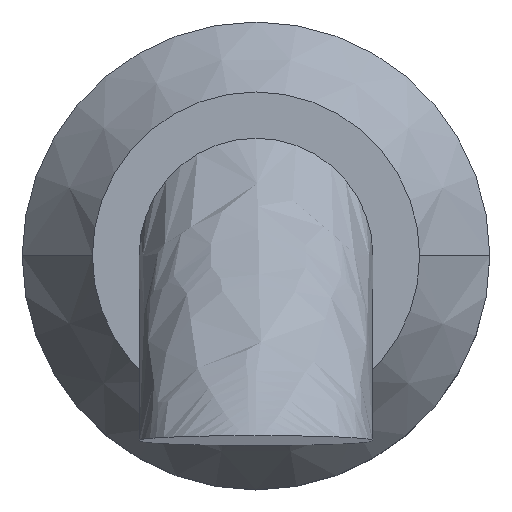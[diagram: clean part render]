
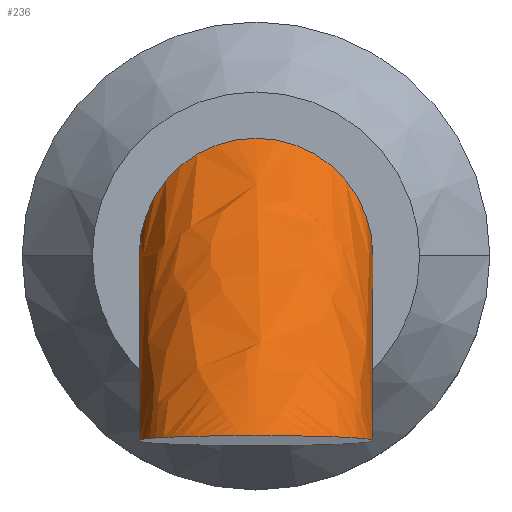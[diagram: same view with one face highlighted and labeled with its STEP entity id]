
A CAD part, top view. The second image highlights one B-rep face of the part: STEP entity #236.
In plain terms, the highlighted free-form (B-spline) face has degree [3, 1] with [7, 2] control points.
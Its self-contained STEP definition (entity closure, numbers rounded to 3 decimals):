
#2 = CARTESIAN_POINT ( 'NONE',  ( 2.5, 0., 12. ) ) ;
#8 = CARTESIAN_POINT ( 'NONE',  ( 0.351, -3.872, 19.849 ) ) ;
#12 = CARTESIAN_POINT ( 'NONE',  ( 0.868, -3.877, 19.694 ) ) ;
#16 = CARTESIAN_POINT ( 'NONE',  ( -1.195, -3.883, 19.518 ) ) ;
#46 = VERTEX_POINT ( 'NONE', #208 ) ;
#52 = CARTESIAN_POINT ( 'NONE',  ( -2.215, -3.923, 18.293 ) ) ;
#59 = CARTESIAN_POINT ( 'NONE',  ( -1.736, -3.898, 19.047 ) ) ;
#71 = FACE_OUTER_BOUND ( 'NONE', #409, .T. ) ;
#85 = EDGE_CURVE ( 'NONE', #154, #197, #331, .T. ) ;
#91 = CARTESIAN_POINT ( 'NONE',  ( -1.342, -3.886, 19.415 ) ) ;
#93 = CARTESIAN_POINT ( 'NONE',  ( -2.445, -3.946, 17.621 ) ) ;
#98 = B_SPLINE_CURVE_WITH_KNOTS ( 'NONE', 1,
 ( #400, #286 ),
 .UNSPECIFIED., .F., .F.,
 ( 2, 2 ),
 ( 0., 0.581 ),
 .UNSPECIFIED. ) ;
#106 = DIRECTION ( 'NONE',  ( 0., 0., 1. ) ) ;
#110 = CARTESIAN_POINT ( 'NONE',  ( 2.5, -11.838, 20.447 ) ) ;
#111 =( BOUNDED_SURFACE ( )  B_SPLINE_SURFACE ( 3, 1, ( 
 ( #180, #188 ),
 ( #225, #173 ),
 ( #345, #491 ),
 ( #303, #307 ),
 ( #144, #455 ),
 ( #457, #110 ),
 ( #112, #276 ) ),
 .UNSPECIFIED., .T., .F., .F. ) 
 B_SPLINE_SURFACE_WITH_KNOTS ( ( 4, 3, 4 ),
 ( 2, 2 ),
 ( 0., 0.5, 1. ),
 ( 0., 1. ),
 .UNSPECIFIED. ) 
 GEOMETRIC_REPRESENTATION_ITEM ( )  RATIONAL_B_SPLINE_SURFACE ( (
 ( 1., 1.),
 ( 0.333, 0.333),
 ( 0.333, 0.333),
 ( 1., 1.),
 ( 0.333, 0.333),
 ( 0.333, 0.333),
 ( 1., 1.) ) ) 
 REPRESENTATION_ITEM ( '' )  SURFACE ( )  );
#112 = CARTESIAN_POINT ( 'NONE',  ( 2.5, 0., 12. ) ) ;
#129 = CARTESIAN_POINT ( 'NONE',  ( 2.28, -3.929, 18.135 ) ) ;
#134 = CARTESIAN_POINT ( 'NONE',  ( 2.5, -3.969, 16.903 ) ) ;
#139 = CARTESIAN_POINT ( 'NONE',  ( 0., 0., 12. ) ) ;
#144 = CARTESIAN_POINT ( 'NONE',  ( -2.5, -5., 12. ) ) ;
#154 = VERTEX_POINT ( 'NONE', #337 ) ;
#159 = CARTESIAN_POINT ( 'NONE',  ( -0.19, -3.871, 19.87 ) ) ;
#166 = CARTESIAN_POINT ( 'NONE',  ( 2.5, -3.957, 17.263 ) ) ;
#170 = CARTESIAN_POINT ( 'NONE',  ( -2.5, -3.969, 16.903 ) ) ;
#173 = CARTESIAN_POINT ( 'NONE',  ( 2.5, -1.838, 20.447 ) ) ;
#178 = CIRCLE ( 'NONE', #466, 2.5 ) ;
#180 = CARTESIAN_POINT ( 'NONE',  ( 2.5, 0., 12. ) ) ;
#188 = CARTESIAN_POINT ( 'NONE',  ( 2.5, -6.838, 20.447 ) ) ;
#189 = B_SPLINE_CURVE_WITH_KNOTS ( 'NONE', 3,
 ( #170, #251, #93, #398, #52, #289, #295, #59, #443, #91, #16, #367, #441, #478, #159, #324, #8, #369, #12, #249, #246, #212, #365, #283, #129, #332, #166, #134 ),
 .UNSPECIFIED., .F., .F.,
 ( 4, 2, 2, 2, 2, 2, 2, 2, 2, 2, 2, 2, 2, 4 ),
 ( 0.009, 0.01, 0.01, 0.011, 0.011, 0.012, 0.012, 0.013, 0.013, 0.014, 0.015, 0.015, 0.016, 0.017 ),
 .UNSPECIFIED. ) ;
#193 = ORIENTED_EDGE ( 'NONE', *, *, #85, .T. ) ;
#197 = VERTEX_POINT ( 'NONE', #267 ) ;
#208 = CARTESIAN_POINT ( 'NONE',  ( 2.5, -3.969, 16.903 ) ) ;
#212 = CARTESIAN_POINT ( 'NONE',  ( 1.949, -3.908, 18.772 ) ) ;
#217 = EDGE_CURVE ( 'NONE', #271, #154, #178, .T. ) ;
#225 = CARTESIAN_POINT ( 'NONE',  ( 2.5, 5., 12. ) ) ;
#228 = DIRECTION ( 'NONE',  ( 1., 0., 0. ) ) ;
#236 = ADVANCED_FACE ( 'NONE', ( #71 ), #111, .T. ) ;
#241 = ORIENTED_EDGE ( 'NONE', *, *, #418, .F. ) ;
#246 = CARTESIAN_POINT ( 'NONE',  ( 1.619, -3.894, 19.197 ) ) ;
#249 = CARTESIAN_POINT ( 'NONE',  ( 1.343, -3.886, 19.44 ) ) ;
#251 = CARTESIAN_POINT ( 'NONE',  ( -2.5, -3.958, 17.26 ) ) ;
#267 = CARTESIAN_POINT ( 'NONE',  ( -2.5, -3.969, 16.903 ) ) ;
#271 = VERTEX_POINT ( 'NONE', #2 ) ;
#276 = CARTESIAN_POINT ( 'NONE',  ( 2.5, -6.838, 20.447 ) ) ;
#283 = CARTESIAN_POINT ( 'NONE',  ( 2.211, -3.923, 18.3 ) ) ;
#286 = CARTESIAN_POINT ( 'NONE',  ( 2.5, -3.969, 16.903 ) ) ;
#289 = CARTESIAN_POINT ( 'NONE',  ( -2.051, -3.913, 18.611 ) ) ;
#295 = CARTESIAN_POINT ( 'NONE',  ( -1.954, -3.908, 18.764 ) ) ;
#303 = CARTESIAN_POINT ( 'NONE',  ( -2.5, 0., 12. ) ) ;
#307 = CARTESIAN_POINT ( 'NONE',  ( -2.5, -6.838, 20.447 ) ) ;
#319 = ORIENTED_EDGE ( 'NONE', *, *, #217, .T. ) ;
#324 = CARTESIAN_POINT ( 'NONE',  ( 0.169, -3.871, 19.872 ) ) ;
#331 = B_SPLINE_CURVE_WITH_KNOTS ( 'NONE', 1,
 ( #444, #446 ),
 .UNSPECIFIED., .F., .F.,
 ( 2, 2 ),
 ( 0., 0.581 ),
 .UNSPECIFIED. ) ;
#332 = CARTESIAN_POINT ( 'NONE',  ( 2.445, -3.946, 17.621 ) ) ;
#337 = CARTESIAN_POINT ( 'NONE',  ( -2.5, 0., 12. ) ) ;
#345 = CARTESIAN_POINT ( 'NONE',  ( -2.5, 5., 12. ) ) ;
#365 = CARTESIAN_POINT ( 'NONE',  ( 2.046, -3.913, 18.618 ) ) ;
#367 = CARTESIAN_POINT ( 'NONE',  ( -0.883, -3.877, 19.687 ) ) ;
#369 = CARTESIAN_POINT ( 'NONE',  ( 0.697, -3.875, 19.761 ) ) ;
#398 = CARTESIAN_POINT ( 'NONE',  ( -2.282, -3.929, 18.128 ) ) ;
#400 = CARTESIAN_POINT ( 'NONE',  ( 2.5, 0., 12. ) ) ;
#409 = EDGE_LOOP ( 'NONE', ( #319, #193, #417, #241 ) ) ;
#414 = EDGE_CURVE ( 'NONE', #197, #46, #189, .T. ) ;
#417 = ORIENTED_EDGE ( 'NONE', *, *, #414, .T. ) ;
#418 = EDGE_CURVE ( 'NONE', #271, #46, #98, .T. ) ;
#441 = CARTESIAN_POINT ( 'NONE',  ( -0.714, -3.875, 19.755 ) ) ;
#443 = CARTESIAN_POINT ( 'NONE',  ( -1.614, -3.894, 19.178 ) ) ;
#444 = CARTESIAN_POINT ( 'NONE',  ( -2.5, 0., 12. ) ) ;
#446 = CARTESIAN_POINT ( 'NONE',  ( -2.5, -3.969, 16.903 ) ) ;
#455 = CARTESIAN_POINT ( 'NONE',  ( -2.5, -11.838, 20.447 ) ) ;
#457 = CARTESIAN_POINT ( 'NONE',  ( 2.5, -5., 12. ) ) ;
#466 = AXIS2_PLACEMENT_3D ( 'NONE', #139, #106, #228 ) ;
#478 = CARTESIAN_POINT ( 'NONE',  ( -0.366, -3.872, 19.846 ) ) ;
#491 = CARTESIAN_POINT ( 'NONE',  ( -2.5, -1.838, 20.447 ) ) ;
